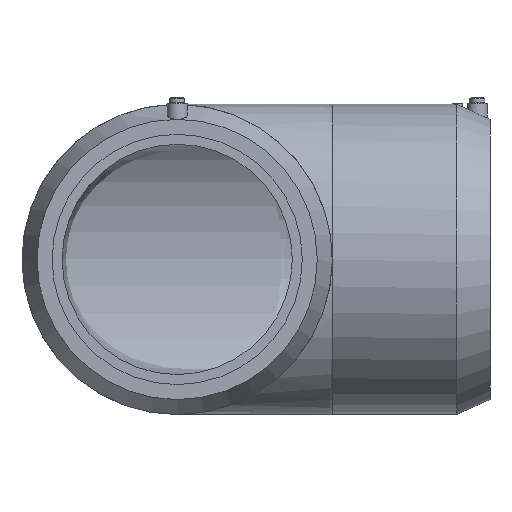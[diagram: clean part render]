
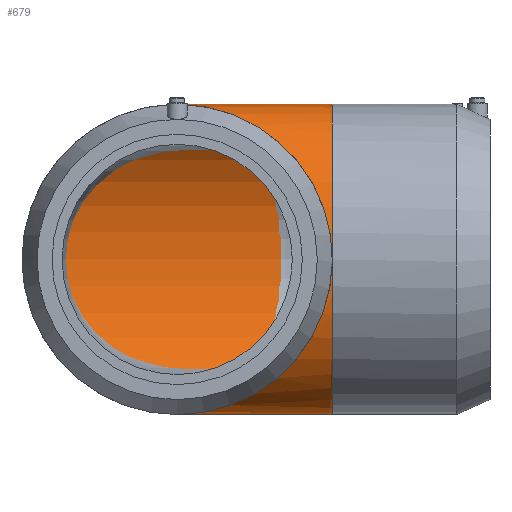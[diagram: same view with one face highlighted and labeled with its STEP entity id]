
A CAD part, front view. The second image highlights one B-rep face of the part: STEP entity #679.
In plain terms, the highlighted toroidal (fillet/blend) face has major radius 124.02 mm and minor radius 124 mm.
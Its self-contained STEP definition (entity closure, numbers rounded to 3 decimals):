
#15=TOROIDAL_SURFACE('',#770,124.02,124.);
#67=FACE_OUTER_BOUND('',#114,.T.);
#114=EDGE_LOOP('',(#489,#490,#491,#492,#493,#494,#495));
#150=B_SPLINE_CURVE_WITH_KNOTS('',3,(#1204,#1205,#1206,#1207,#1208,#1209,
#1210,#1211,#1212,#1213,#1214,#1215,#1216,#1217,#1218,#1219,#1220,#1221,
#1222,#1223,#1224,#1225,#1226,#1227,#1228,#1229,#1230,#1231,#1232,#1233,
#1234,#1235,#1236,#1237,#1238,#1239),.UNSPECIFIED.,.F.,.F.,(4,2,2,2,2,2,
2,2,2,2,2,2,2,2,2,2,2,4),(-18.36,-17.217,-16.073,
-14.929,-13.785,-12.641,-11.496,
-10.352,-9.208,-8.066,-6.923,
-5.78,-4.638,-3.478,-2.319,
-1.159,-0.58,0.),.UNSPECIFIED.);
#151=B_SPLINE_CURVE_WITH_KNOTS('',3,(#1251,#1252,#1253,#1254,#1255,#1256,
#1257,#1258,#1259,#1260,#1261,#1262,#1263,#1264,#1265,#1266,#1267,#1268,
#1269,#1270,#1271,#1272,#1273,#1274,#1275,#1276,#1277,#1278,#1279,#1280,
#1281,#1282,#1283,#1284,#1285,#1286),.UNSPECIFIED.,.F.,.F.,(4,2,2,2,2,2,
2,2,2,2,2,2,2,2,2,2,2,4),(0.,0.58,1.159,2.319,
3.478,4.638,5.78,6.923,8.066,
9.208,10.352,11.496,12.641,13.785,
14.929,16.073,17.217,18.36),
 .UNSPECIFIED.);
#169=LINE('',#1288,#195);
#170=LINE('',#1291,#196);
#195=VECTOR('',#927,10.);
#196=VECTOR('',#930,10.);
#238=CIRCLE('',#771,124.);
#239=CIRCLE('',#772,124.);
#240=CIRCLE('',#773,124.);
#290=VERTEX_POINT('',#1202);
#291=VERTEX_POINT('',#1203);
#294=VERTEX_POINT('',#1250);
#295=VERTEX_POINT('',#1287);
#296=VERTEX_POINT('',#1289);
#297=VERTEX_POINT('',#1292);
#361=EDGE_CURVE('',#290,#291,#150,.T.);
#368=EDGE_CURVE('',#291,#294,#151,.T.);
#369=EDGE_CURVE('',#294,#295,#169,.T.);
#370=EDGE_CURVE('',#296,#295,#238,.T.);
#371=EDGE_CURVE('',#296,#290,#170,.F.);
#372=EDGE_CURVE('',#291,#297,#239,.T.);
#373=EDGE_CURVE('',#297,#291,#240,.T.);
#489=ORIENTED_EDGE('',*,*,#368,.T.);
#490=ORIENTED_EDGE('',*,*,#369,.T.);
#491=ORIENTED_EDGE('',*,*,#370,.F.);
#492=ORIENTED_EDGE('',*,*,#371,.T.);
#493=ORIENTED_EDGE('',*,*,#361,.T.);
#494=ORIENTED_EDGE('',*,*,#372,.T.);
#495=ORIENTED_EDGE('',*,*,#373,.T.);
#679=ADVANCED_FACE('',(#67),#15,.T.);
#770=AXIS2_PLACEMENT_3D('',#1249,#925,#926);
#771=AXIS2_PLACEMENT_3D('',#1290,#928,#929);
#772=AXIS2_PLACEMENT_3D('',#1293,#931,#932);
#773=AXIS2_PLACEMENT_3D('',#1294,#933,#934);
#925=DIRECTION('center_axis',(0.,0.,-1.));
#926=DIRECTION('ref_axis',(-1.,0.,0.));
#927=DIRECTION('',(1.,0.,0.));
#928=DIRECTION('center_axis',(1.,0.,0.));
#929=DIRECTION('ref_axis',(0.,-1.,0.));
#930=DIRECTION('',(1.,0.,0.));
#931=DIRECTION('center_axis',(0.,1.,0.));
#932=DIRECTION('ref_axis',(1.,0.,0.));
#933=DIRECTION('center_axis',(0.,1.,0.));
#934=DIRECTION('ref_axis',(1.,0.,0.));
#1202=CARTESIAN_POINT('',(124.,143.51,-124.));
#1203=CARTESIAN_POINT('',(124.,19.5,0.));
#1204=CARTESIAN_POINT('Ctrl Pts',(124.,143.51,-124.));
#1205=CARTESIAN_POINT('Ctrl Pts',(124.,139.699,-124.));
#1206=CARTESIAN_POINT('Ctrl Pts',(124.,135.713,-123.821));
#1207=CARTESIAN_POINT('Ctrl Pts',(124.,127.605,-123.042));
#1208=CARTESIAN_POINT('Ctrl Pts',(124.,123.484,-122.441));
#1209=CARTESIAN_POINT('Ctrl Pts',(124.,115.326,-120.824));
#1210=CARTESIAN_POINT('Ctrl Pts',(124.,111.287,-119.807));
#1211=CARTESIAN_POINT('Ctrl Pts',(124.,103.492,-117.432));
#1212=CARTESIAN_POINT('Ctrl Pts',(124.,99.735,-116.075));
#1213=CARTESIAN_POINT('Ctrl Pts',(124.,92.685,-113.165));
#1214=CARTESIAN_POINT('Ctrl Pts',(124.,89.065,-111.478));
#1215=CARTESIAN_POINT('Ctrl Pts',(124.,81.864,-107.662));
#1216=CARTESIAN_POINT('Ctrl Pts',(124.,78.284,-105.535));
#1217=CARTESIAN_POINT('Ctrl Pts',(124.,71.36,-100.927));
#1218=CARTESIAN_POINT('Ctrl Pts',(124.,68.015,-98.446));
#1219=CARTESIAN_POINT('Ctrl Pts',(124.,61.716,-93.277));
#1220=CARTESIAN_POINT('Ctrl Pts',(124.,58.761,-90.589));
#1221=CARTESIAN_POINT('Ctrl Pts',(124.,53.358,-85.213));
#1222=CARTESIAN_POINT('Ctrl Pts',(124.,50.658,-82.276));
#1223=CARTESIAN_POINT('Ctrl Pts',(124.,45.464,-76.01));
#1224=CARTESIAN_POINT('Ctrl Pts',(124.,42.969,-72.682));
#1225=CARTESIAN_POINT('Ctrl Pts',(124.,38.33,-65.791));
#1226=CARTESIAN_POINT('Ctrl Pts',(124.,36.186,-62.226));
#1227=CARTESIAN_POINT('Ctrl Pts',(124.,32.337,-55.055));
#1228=CARTESIAN_POINT('Ctrl Pts',(124.,30.632,-51.448));
#1229=CARTESIAN_POINT('Ctrl Pts',(124.,27.666,-44.371));
#1230=CARTESIAN_POINT('Ctrl Pts',(124.,26.272,-40.571));
#1231=CARTESIAN_POINT('Ctrl Pts',(124.,23.833,-32.682));
#1232=CARTESIAN_POINT('Ctrl Pts',(124.,22.788,-28.592));
#1233=CARTESIAN_POINT('Ctrl Pts',(124.,21.125,-20.327));
#1234=CARTESIAN_POINT('Ctrl Pts',(124.,20.506,-16.147));
#1235=CARTESIAN_POINT('Ctrl Pts',(124.,19.904,-9.975));
#1236=CARTESIAN_POINT('Ctrl Pts',(124.,19.757,-7.933));
#1237=CARTESIAN_POINT('Ctrl Pts',(124.,19.563,-3.912));
#1238=CARTESIAN_POINT('Ctrl Pts',(124.,19.525,-1.932));
#1239=CARTESIAN_POINT('Ctrl Pts',(124.,19.5,0.));
#1249=CARTESIAN_POINT('Origin',(124.02,19.5,0.));
#1250=CARTESIAN_POINT('',(124.,143.51,124.));
#1251=CARTESIAN_POINT('Ctrl Pts',(124.,19.5,0.));
#1252=CARTESIAN_POINT('Ctrl Pts',(124.,19.525,1.932));
#1253=CARTESIAN_POINT('Ctrl Pts',(124.,19.563,3.912));
#1254=CARTESIAN_POINT('Ctrl Pts',(124.,19.757,7.933));
#1255=CARTESIAN_POINT('Ctrl Pts',(124.,19.904,9.975));
#1256=CARTESIAN_POINT('Ctrl Pts',(124.,20.506,16.147));
#1257=CARTESIAN_POINT('Ctrl Pts',(124.,21.125,20.327));
#1258=CARTESIAN_POINT('Ctrl Pts',(124.,22.788,28.592));
#1259=CARTESIAN_POINT('Ctrl Pts',(124.,23.833,32.682));
#1260=CARTESIAN_POINT('Ctrl Pts',(124.,26.272,40.571));
#1261=CARTESIAN_POINT('Ctrl Pts',(124.,27.666,44.371));
#1262=CARTESIAN_POINT('Ctrl Pts',(124.,30.632,51.448));
#1263=CARTESIAN_POINT('Ctrl Pts',(124.,32.337,55.055));
#1264=CARTESIAN_POINT('Ctrl Pts',(124.,36.186,62.226));
#1265=CARTESIAN_POINT('Ctrl Pts',(124.,38.33,65.791));
#1266=CARTESIAN_POINT('Ctrl Pts',(124.,42.969,72.682));
#1267=CARTESIAN_POINT('Ctrl Pts',(124.,45.464,76.01));
#1268=CARTESIAN_POINT('Ctrl Pts',(124.,50.658,82.276));
#1269=CARTESIAN_POINT('Ctrl Pts',(124.,53.358,85.213));
#1270=CARTESIAN_POINT('Ctrl Pts',(124.,58.761,90.589));
#1271=CARTESIAN_POINT('Ctrl Pts',(124.,61.716,93.277));
#1272=CARTESIAN_POINT('Ctrl Pts',(124.,68.015,98.446));
#1273=CARTESIAN_POINT('Ctrl Pts',(124.,71.36,100.927));
#1274=CARTESIAN_POINT('Ctrl Pts',(124.,78.284,105.535));
#1275=CARTESIAN_POINT('Ctrl Pts',(124.,81.864,107.662));
#1276=CARTESIAN_POINT('Ctrl Pts',(124.,89.065,111.478));
#1277=CARTESIAN_POINT('Ctrl Pts',(124.,92.685,113.165));
#1278=CARTESIAN_POINT('Ctrl Pts',(124.,99.735,116.075));
#1279=CARTESIAN_POINT('Ctrl Pts',(124.,103.492,117.432));
#1280=CARTESIAN_POINT('Ctrl Pts',(124.,111.287,119.807));
#1281=CARTESIAN_POINT('Ctrl Pts',(124.,115.326,120.824));
#1282=CARTESIAN_POINT('Ctrl Pts',(124.,123.484,122.441));
#1283=CARTESIAN_POINT('Ctrl Pts',(124.,127.605,123.042));
#1284=CARTESIAN_POINT('Ctrl Pts',(124.,135.713,123.821));
#1285=CARTESIAN_POINT('Ctrl Pts',(124.,139.699,124.));
#1286=CARTESIAN_POINT('Ctrl Pts',(124.,143.51,124.));
#1287=CARTESIAN_POINT('',(124.02,143.51,124.));
#1288=CARTESIAN_POINT('',(124.,143.51,124.));
#1289=CARTESIAN_POINT('',(124.02,143.51,-124.));
#1290=CARTESIAN_POINT('Origin',(124.02,143.52,0.));
#1291=CARTESIAN_POINT('',(124.,143.51,-124.));
#1292=CARTESIAN_POINT('',(0.,19.5,124.));
#1293=CARTESIAN_POINT('Origin',(0.,19.5,0.));
#1294=CARTESIAN_POINT('Origin',(0.,19.5,0.));
